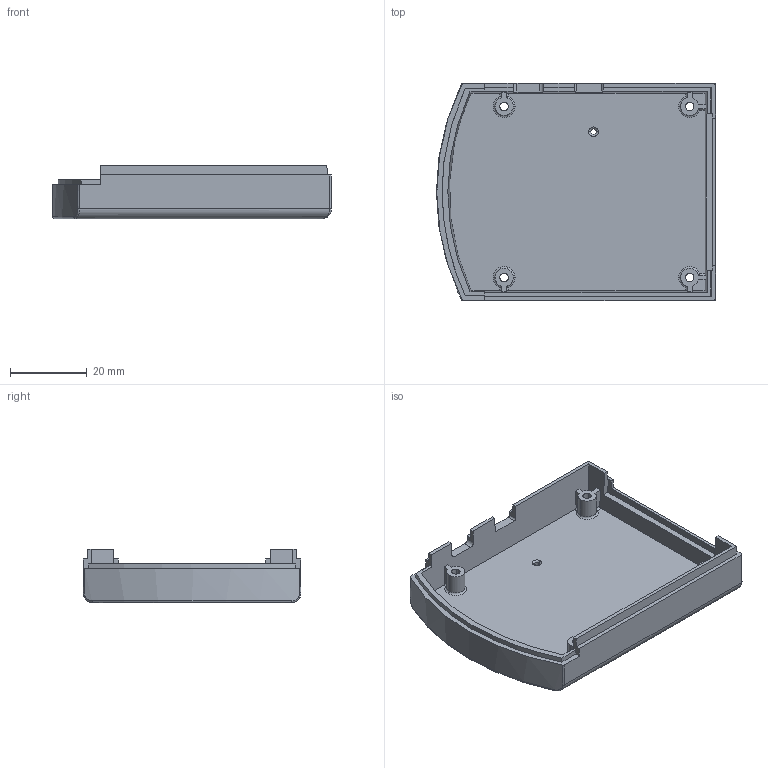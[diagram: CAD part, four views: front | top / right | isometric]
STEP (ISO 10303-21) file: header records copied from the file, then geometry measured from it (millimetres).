
FILE_DESCRIPTION(('CATIA V5 STEP Exchange'),'2;1');
FILE_NAME('vi-bottom.stp','2013-08-02T16:13:35+00:00',('none'),('none'),'CATIA Version 5 Release 18 SP 4 (IN-10)','CATIA V5 STEP AP203','none');
FILE_SCHEMA(('CONFIG_CONTROL_DESIGN'));
Length unit declared in the file: millimetre
Products named in the file (1): vi-bottom
Bounding box: 72.93 x 56.93 x 13.97 mm (x, y, z)
Volume: 15285.9 mm3; surface area: 13306.5 mm2
Topology: 1 solids, 1 shells, 128 faces, 354 edges, 228 vertices
Faces by surface type: plane 59, cylinder 39, torus 13, cone 11, bspline 6
Entity records: 4264 total; most frequent: CARTESIAN_POINT 1294, ORIENTED_EDGE 704, DIRECTION 437, EDGE_CURVE 352, VERTEX_POINT 226, VECTOR 183, LINE 183, AXIS2_PLACEMENT_3D 166
